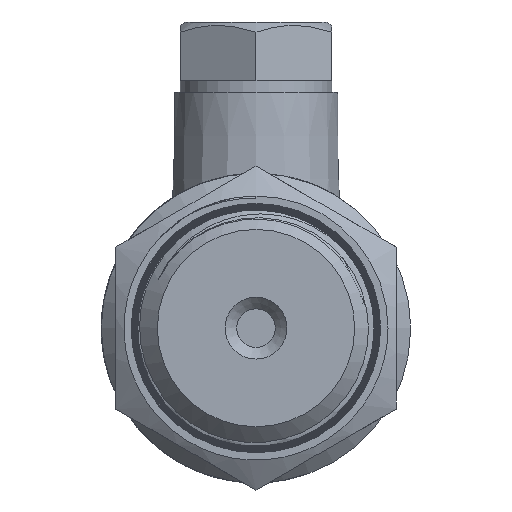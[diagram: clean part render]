
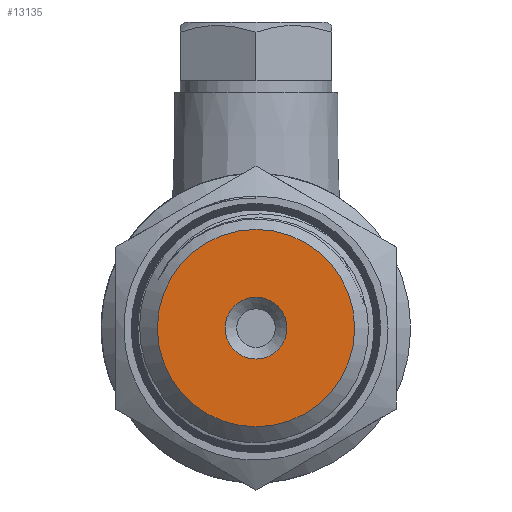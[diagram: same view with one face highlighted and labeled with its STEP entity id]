
A CAD part, left-side view. The second image highlights one B-rep face of the part: STEP entity #13135.
In plain terms, the highlighted planar face has unit normal (-1, 0, 0).
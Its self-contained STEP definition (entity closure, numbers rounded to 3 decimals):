
#1179=FACE_BOUND('',#3976,.T.);
#3201=FACE_OUTER_BOUND('',#3975,.T.);
#3975=EDGE_LOOP('',(#8900));
#3976=EDGE_LOOP('',(#8901));
#4784=CIRCLE('',#13967,8.445);
#4785=CIRCLE('',#13968,2.65);
#5338=VERTEX_POINT('',#19978);
#5339=VERTEX_POINT('',#19980);
#6763=EDGE_CURVE('',#5338,#5338,#4784,.T.);
#6764=EDGE_CURVE('',#5339,#5339,#4785,.T.);
#8900=ORIENTED_EDGE('',*,*,#6763,.F.);
#8901=ORIENTED_EDGE('',*,*,#6764,.T.);
#12960=PLANE('',#13966);
#13135=ADVANCED_FACE('',(#3201,#1179),#12960,.T.);
#13966=AXIS2_PLACEMENT_3D('',#19977,#14995,#14996);
#13967=AXIS2_PLACEMENT_3D('',#19979,#14997,#14998);
#13968=AXIS2_PLACEMENT_3D('',#19981,#14999,#15000);
#14995=DIRECTION('center_axis',(-1.,0.,0.));
#14996=DIRECTION('ref_axis',(0.,0.,1.));
#14997=DIRECTION('center_axis',(1.,0.,0.));
#14998=DIRECTION('ref_axis',(0.,0.,-1.));
#14999=DIRECTION('center_axis',(1.,0.,0.));
#15000=DIRECTION('ref_axis',(0.,0.,-1.));
#19977=CARTESIAN_POINT('Origin',(0.,8.445,0.));
#19978=CARTESIAN_POINT('',(0.,-8.445,0.));
#19979=CARTESIAN_POINT('Origin',(0.,0.,0.));
#19980=CARTESIAN_POINT('',(0.,-2.65,0.));
#19981=CARTESIAN_POINT('Origin',(0.,0.,0.));
